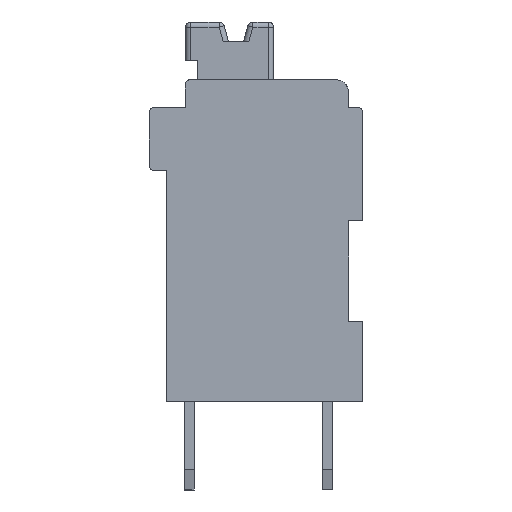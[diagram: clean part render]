
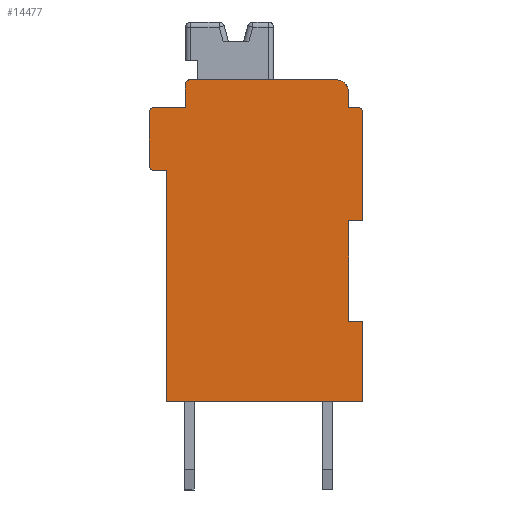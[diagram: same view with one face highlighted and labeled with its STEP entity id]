
A CAD part, left-side view. The second image highlights one B-rep face of the part: STEP entity #14477.
In plain terms, the highlighted planar face has unit normal (-1, 0, 0).
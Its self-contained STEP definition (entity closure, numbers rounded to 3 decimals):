
#362=PLANE('',#15373);
#840=CIRCLE('',#15333,0.5);
#842=CIRCLE('',#15337,0.2);
#862=CIRCLE('',#15374,0.2);
#863=CIRCLE('',#15375,0.2);
#864=CIRCLE('',#15376,0.2);
#2191=ORIENTED_EDGE('',*,*,#6271,.F.);
#2192=ORIENTED_EDGE('',*,*,#6185,.T.);
#2193=ORIENTED_EDGE('',*,*,#6180,.F.);
#2194=ORIENTED_EDGE('',*,*,#6192,.T.);
#2195=ORIENTED_EDGE('',*,*,#6190,.F.);
#2196=ORIENTED_EDGE('',*,*,#6236,.F.);
#2197=ORIENTED_EDGE('',*,*,#6323,.T.);
#2198=ORIENTED_EDGE('',*,*,#6228,.F.);
#2199=ORIENTED_EDGE('',*,*,#6324,.T.);
#2200=ORIENTED_EDGE('',*,*,#6225,.F.);
#2201=ORIENTED_EDGE('',*,*,#5628,.F.);
#2202=ORIENTED_EDGE('',*,*,#6210,.F.);
#2203=ORIENTED_EDGE('',*,*,#6218,.F.);
#2204=ORIENTED_EDGE('',*,*,#6224,.F.);
#2205=ORIENTED_EDGE('',*,*,#6300,.F.);
#2206=ORIENTED_EDGE('',*,*,#6220,.F.);
#2207=ORIENTED_EDGE('',*,*,#5647,.F.);
#2208=ORIENTED_EDGE('',*,*,#6325,.T.);
#2209=ORIENTED_EDGE('',*,*,#6272,.F.);
#5628=EDGE_CURVE('',#7786,#7787,#9166,.T.);
#5647=EDGE_CURVE('',#7798,#7799,#9185,.T.);
#6180=EDGE_CURVE('',#8249,#8250,#9684,.T.);
#6185=EDGE_CURVE('',#8254,#8250,#840,.F.);
#6190=EDGE_CURVE('',#8258,#8255,#9691,.T.);
#6192=EDGE_CURVE('',#8249,#8255,#842,.F.);
#6210=EDGE_CURVE('',#8272,#7786,#9709,.T.);
#6218=EDGE_CURVE('',#8277,#8272,#9717,.T.);
#6220=EDGE_CURVE('',#7799,#8279,#9719,.T.);
#6224=EDGE_CURVE('',#8281,#8277,#9723,.T.);
#6225=EDGE_CURVE('',#7787,#8282,#9724,.T.);
#6228=EDGE_CURVE('',#8283,#8284,#9727,.T.);
#6236=EDGE_CURVE('',#8287,#8258,#9732,.T.);
#6271=EDGE_CURVE('',#8254,#8305,#9751,.T.);
#6272=EDGE_CURVE('',#8305,#8306,#9752,.T.);
#6300=EDGE_CURVE('',#8279,#8281,#9780,.T.);
#6323=EDGE_CURVE('',#8287,#8284,#862,.F.);
#6324=EDGE_CURVE('',#8283,#8282,#863,.F.);
#6325=EDGE_CURVE('',#7798,#8306,#864,.F.);
#7786=VERTEX_POINT('',#20648);
#7787=VERTEX_POINT('',#20650);
#7798=VERTEX_POINT('',#20683);
#7799=VERTEX_POINT('',#20685);
#8249=VERTEX_POINT('',#21791);
#8250=VERTEX_POINT('',#21793);
#8254=VERTEX_POINT('',#21807);
#8255=VERTEX_POINT('',#21811);
#8258=VERTEX_POINT('',#21816);
#8272=VERTEX_POINT('',#21856);
#8277=VERTEX_POINT('',#21872);
#8279=VERTEX_POINT('',#21878);
#8281=VERTEX_POINT('',#21884);
#8282=VERTEX_POINT('',#21888);
#8283=VERTEX_POINT('',#21892);
#8284=VERTEX_POINT('',#21894);
#8287=VERTEX_POINT('',#21905);
#8305=VERTEX_POINT('',#21958);
#8306=VERTEX_POINT('',#21963);
#9166=LINE('',#20649,#10953);
#9185=LINE('',#20684,#10972);
#9684=LINE('',#21792,#11471);
#9691=LINE('',#21817,#11478);
#9709=LINE('',#21857,#11496);
#9717=LINE('',#21873,#11504);
#9719=LINE('',#21877,#11506);
#9723=LINE('',#21885,#11510);
#9724=LINE('',#21887,#11511);
#9727=LINE('',#21893,#11514);
#9732=LINE('',#21906,#11519);
#9751=LINE('',#21960,#11538);
#9752=LINE('',#21962,#11539);
#9780=LINE('',#22006,#11567);
#10953=VECTOR('',#16509,1000.);
#10972=VECTOR('',#16536,1000.);
#11471=VECTOR('',#17279,1000.);
#11478=VECTOR('',#17294,1000.);
#11496=VECTOR('',#17328,1000.);
#11504=VECTOR('',#17342,1000.);
#11506=VECTOR('',#17346,1000.);
#11510=VECTOR('',#17352,1000.);
#11511=VECTOR('',#17355,1000.);
#11514=VECTOR('',#17360,1000.);
#11519=VECTOR('',#17373,1000.);
#11538=VECTOR('',#17426,1000.);
#11539=VECTOR('',#17429,1000.);
#11567=VECTOR('',#17459,1000.);
#12735=EDGE_LOOP('',(#2191,#2192,#2193,#2194,#2195,#2196,#2197,#2198,#2199,
#2200,#2201,#2202,#2203,#2204,#2205,#2206,#2207,#2208,#2209));
#13528=FACE_BOUND('',#12735,.T.);
#14477=ADVANCED_FACE('',(#13528),#362,.F.);
#15333=AXIS2_PLACEMENT_3D('',#21806,#17286,#17287);
#15337=AXIS2_PLACEMENT_3D('',#21820,#17299,#17300);
#15373=AXIS2_PLACEMENT_3D('',#22039,#17482,#17483);
#15374=AXIS2_PLACEMENT_3D('',#22040,#17484,#17485);
#15375=AXIS2_PLACEMENT_3D('',#22041,#17486,#17487);
#15376=AXIS2_PLACEMENT_3D('',#22042,#17488,#17489);
#16509=DIRECTION('',(0.,0.,1.));
#16536=DIRECTION('',(0.,0.,-1.));
#17279=DIRECTION('',(0.,-1.,0.));
#17286=DIRECTION('',(1.,0.,0.));
#17287=DIRECTION('',(0.,0.,-1.));
#17294=DIRECTION('',(0.,0.,1.));
#17299=DIRECTION('',(1.,0.,0.));
#17300=DIRECTION('',(0.,0.,-1.));
#17328=DIRECTION('',(0.,1.,0.));
#17342=DIRECTION('',(0.,0.,-1.));
#17346=DIRECTION('',(0.,1.,0.));
#17352=DIRECTION('',(0.,-1.,0.));
#17355=DIRECTION('',(0.,1.,0.));
#17360=DIRECTION('',(0.,0.,1.));
#17373=DIRECTION('',(0.,-1.,0.));
#17426=DIRECTION('',(0.,0.,-1.));
#17429=DIRECTION('',(0.,-1.,0.));
#17459=DIRECTION('',(0.,0.,-1.));
#17482=DIRECTION('',(1.,0.,0.));
#17483=DIRECTION('',(0.,0.,-1.));
#17484=DIRECTION('',(1.,0.,0.));
#17485=DIRECTION('',(0.,0.,-1.));
#17486=DIRECTION('',(1.,0.,0.));
#17487=DIRECTION('',(0.,0.,-1.));
#17488=DIRECTION('',(1.,0.,0.));
#17489=DIRECTION('',(0.,0.,-1.));
#20648=CARTESIAN_POINT('',(-10.85,3.98,-5.2));
#20649=CARTESIAN_POINT('',(-10.85,3.98,4.));
#20650=CARTESIAN_POINT('',(-10.85,3.98,4.));
#20683=CARTESIAN_POINT('',(-10.85,-3.82,6.3));
#20684=CARTESIAN_POINT('',(-10.85,-3.82,6.5));
#20685=CARTESIAN_POINT('',(-10.85,-3.82,2.));
#21791=CARTESIAN_POINT('',(-10.85,3.05,7.6));
#21792=CARTESIAN_POINT('',(-10.85,3.25,7.6));
#21793=CARTESIAN_POINT('',(-10.85,-2.75,7.6));
#21806=CARTESIAN_POINT('',(-10.85,-2.75,7.1));
#21807=CARTESIAN_POINT('',(-10.85,-3.25,7.1));
#21811=CARTESIAN_POINT('',(-10.85,3.25,7.4));
#21816=CARTESIAN_POINT('',(-10.85,3.25,6.5));
#21817=CARTESIAN_POINT('',(-10.85,3.25,7.6));
#21820=CARTESIAN_POINT('',(-10.85,3.05,7.4));
#21856=CARTESIAN_POINT('',(-10.85,-3.82,-5.2));
#21857=CARTESIAN_POINT('',(-10.85,-3.82,-5.2));
#21872=CARTESIAN_POINT('',(-10.85,-3.82,-2.));
#21873=CARTESIAN_POINT('',(-10.85,-3.82,-2.));
#21877=CARTESIAN_POINT('',(-10.85,-3.82,2.));
#21878=CARTESIAN_POINT('',(-10.85,-3.25,2.));
#21884=CARTESIAN_POINT('',(-10.85,-3.25,-2.));
#21885=CARTESIAN_POINT('',(-10.85,-3.25,-2.));
#21887=CARTESIAN_POINT('',(-10.85,4.68,4.));
#21888=CARTESIAN_POINT('',(-10.85,4.48,4.));
#21892=CARTESIAN_POINT('',(-10.85,4.68,4.2));
#21893=CARTESIAN_POINT('',(-10.85,4.68,4.));
#21894=CARTESIAN_POINT('',(-10.85,4.68,6.3));
#21905=CARTESIAN_POINT('',(-10.85,4.48,6.5));
#21906=CARTESIAN_POINT('',(-10.85,3.25,6.5));
#21958=CARTESIAN_POINT('',(-10.85,-3.25,6.5));
#21960=CARTESIAN_POINT('',(-10.85,-3.25,6.5));
#21962=CARTESIAN_POINT('',(-10.85,-3.82,6.5));
#21963=CARTESIAN_POINT('',(-10.85,-3.62,6.5));
#22006=CARTESIAN_POINT('',(-10.85,-3.25,2.));
#22039=CARTESIAN_POINT('',(-10.85,0.,0.));
#22040=CARTESIAN_POINT('',(-10.85,4.48,6.3));
#22041=CARTESIAN_POINT('',(-10.85,4.48,4.2));
#22042=CARTESIAN_POINT('',(-10.85,-3.62,6.3));
